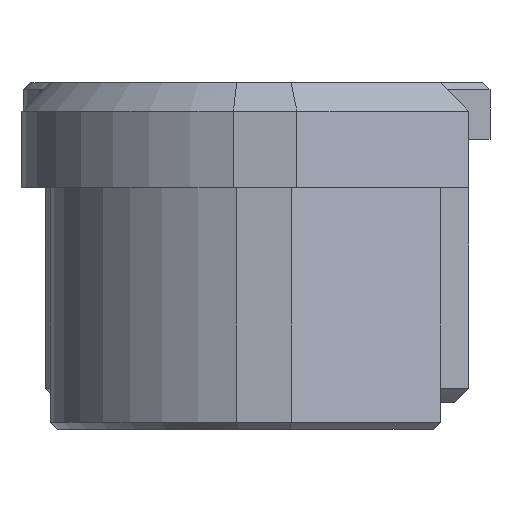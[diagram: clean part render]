
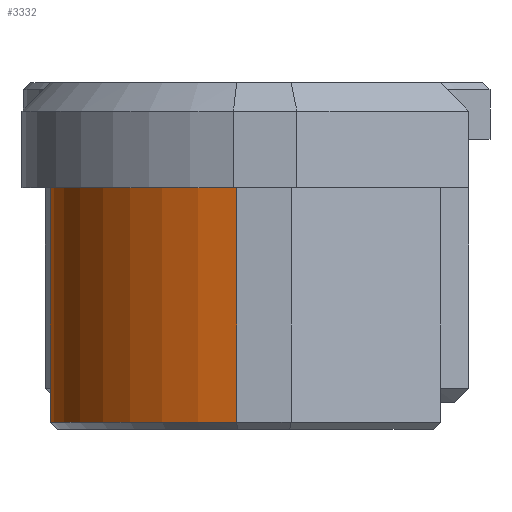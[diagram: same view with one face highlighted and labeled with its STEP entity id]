
A CAD part, front view. The second image highlights one B-rep face of the part: STEP entity #3332.
In plain terms, the highlighted cylindrical face has radius 17.128 mm (diameter 34.257 mm), a partial arc.
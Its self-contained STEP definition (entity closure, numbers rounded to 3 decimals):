
#247=LINE('',#5353,#479);
#250=LINE('',#5359,#482);
#479=VECTOR('',#4275,10.);
#482=VECTOR('',#4280,10.);
#621=CYLINDRICAL_SURFACE('',#3625,17.128);
#774=FACE_OUTER_BOUND('',#1006,.T.);
#1006=EDGE_LOOP('',(#2494,#2495,#2496,#2497));
#1217=CIRCLE('',#3622,17.128);
#1219=CIRCLE('',#3626,17.128);
#1472=VERTEX_POINT('',#5315);
#1479=VERTEX_POINT('',#5340);
#1481=VERTEX_POINT('',#5352);
#1483=VERTEX_POINT('',#5358);
#1845=EDGE_CURVE('',#1472,#1479,#1217,.T.);
#1847=EDGE_CURVE('',#1479,#1481,#247,.T.);
#1850=EDGE_CURVE('',#1472,#1483,#250,.T.);
#1851=EDGE_CURVE('',#1481,#1483,#1219,.T.);
#2494=ORIENTED_EDGE('',*,*,#1845,.F.);
#2495=ORIENTED_EDGE('',*,*,#1850,.T.);
#2496=ORIENTED_EDGE('',*,*,#1851,.F.);
#2497=ORIENTED_EDGE('',*,*,#1847,.F.);
#3332=ADVANCED_FACE('',(#774),#621,.T.);
#3622=AXIS2_PLACEMENT_3D('',#5349,#4269,#4270);
#3625=AXIS2_PLACEMENT_3D('',#5357,#4278,#4279);
#3626=AXIS2_PLACEMENT_3D('',#5360,#4281,#4282);
#4269=DIRECTION('center_axis',(0.,-1.,0.));
#4270=DIRECTION('ref_axis',(-0.235,0.,-0.972));
#4275=DIRECTION('',(0.,1.,0.));
#4278=DIRECTION('center_axis',(0.,-1.,0.));
#4279=DIRECTION('ref_axis',(-0.235,0.,-0.972));
#4280=DIRECTION('',(0.,1.,0.));
#4281=DIRECTION('center_axis',(0.,1.,0.));
#4282=DIRECTION('ref_axis',(-0.235,0.,-0.972));
#5315=CARTESIAN_POINT('',(-4.02,-35.25,16.65));
#5340=CARTESIAN_POINT('',(-4.02,-35.25,-16.65));
#5349=CARTESIAN_POINT('Origin',(0.,-35.25,0.));
#5352=CARTESIAN_POINT('',(-4.02,-15.35,-16.65));
#5353=CARTESIAN_POINT('',(-4.02,-16.75,-16.65));
#5357=CARTESIAN_POINT('Origin',(0.,-16.75,0.));
#5358=CARTESIAN_POINT('',(-4.02,-15.35,16.65));
#5359=CARTESIAN_POINT('',(-4.02,-16.75,16.65));
#5360=CARTESIAN_POINT('Origin',(0.,-15.35,0.));
